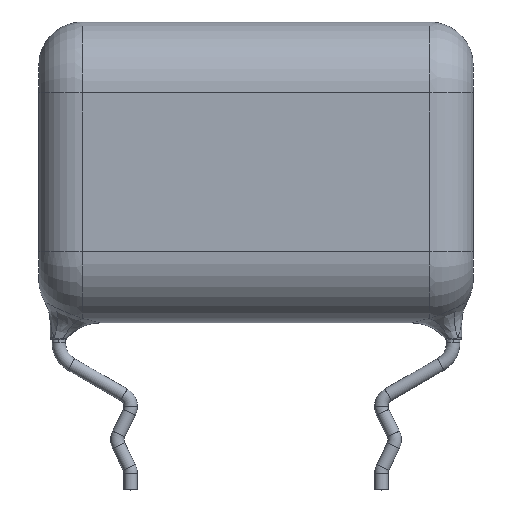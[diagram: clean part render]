
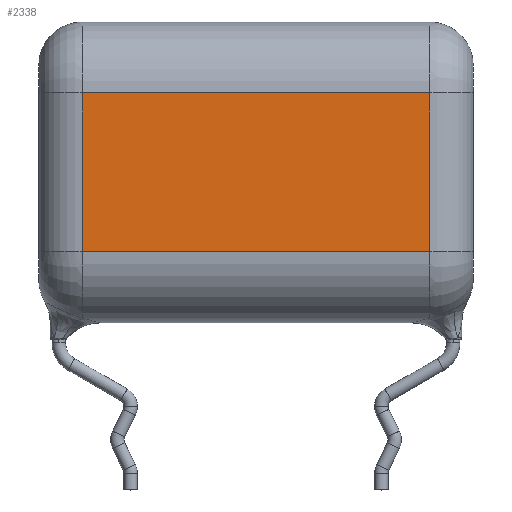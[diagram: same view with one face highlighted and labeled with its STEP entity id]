
A CAD part, top view. The second image highlights one B-rep face of the part: STEP entity #2338.
In plain terms, the highlighted planar face has unit normal (0, 0, 1).
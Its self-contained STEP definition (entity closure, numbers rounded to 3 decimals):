
#32 = VECTOR ( 'NONE', #1743, 1000. ) ;
#93 = DIRECTION ( 'NONE',  ( 0., 0., 1. ) ) ;
#324 = LINE ( 'NONE', #1631, #1761 ) ;
#337 = DIRECTION ( 'NONE',  ( -1., 0., 0. ) ) ;
#338 = EDGE_CURVE ( 'NONE', #1341, #2259, #1834, .T. ) ;
#477 = EDGE_CURVE ( 'NONE', #792, #2049, #2632, .T. ) ;
#728 = DIRECTION ( 'NONE',  ( 0., 1., 0. ) ) ;
#763 = CARTESIAN_POINT ( 'NONE',  ( 0., 0., 4.25 ) ) ;
#768 = CARTESIAN_POINT ( 'NONE',  ( -10.4, 18.75, 4.25 ) ) ;
#792 = VERTEX_POINT ( 'NONE', #2153 ) ;
#969 = CARTESIAN_POINT ( 'NONE',  ( 10.4, 18.75, 4.25 ) ) ;
#1109 = CARTESIAN_POINT ( 'NONE',  ( -10.4, 18.75, 4.25 ) ) ;
#1341 = VERTEX_POINT ( 'NONE', #1419 ) ;
#1383 = EDGE_CURVE ( 'NONE', #2259, #2049, #324, .T. ) ;
#1419 = CARTESIAN_POINT ( 'NONE',  ( 10.4, 9.25, 4.25 ) ) ;
#1449 = EDGE_CURVE ( 'NONE', #792, #1341, #1846, .T. ) ;
#1481 = CARTESIAN_POINT ( 'NONE',  ( 13., 9.25, 4.25 ) ) ;
#1595 = FACE_OUTER_BOUND ( 'NONE', #2294, .T. ) ;
#1620 = PLANE ( 'NONE',  #2408 ) ;
#1631 = CARTESIAN_POINT ( 'NONE',  ( 0., 18.75, 4.25 ) ) ;
#1715 = CARTESIAN_POINT ( 'NONE',  ( 10.4, 18.75, 4.25 ) ) ;
#1743 = DIRECTION ( 'NONE',  ( 1., 0., 0. ) ) ;
#1761 = VECTOR ( 'NONE', #337, 1000. ) ;
#1793 = ORIENTED_EDGE ( 'NONE', *, *, #1383, .T. ) ;
#1796 = ORIENTED_EDGE ( 'NONE', *, *, #477, .F. ) ;
#1834 = LINE ( 'NONE', #969, #1885 ) ;
#1846 = LINE ( 'NONE', #1481, #32 ) ;
#1885 = VECTOR ( 'NONE', #728, 1000. ) ;
#2049 = VERTEX_POINT ( 'NONE', #768 ) ;
#2050 = DIRECTION ( 'NONE',  ( 1., 0., 0. ) ) ;
#2153 = CARTESIAN_POINT ( 'NONE',  ( -10.4, 9.25, 4.25 ) ) ;
#2259 = VERTEX_POINT ( 'NONE', #1715 ) ;
#2294 = EDGE_LOOP ( 'NONE', ( #2688, #2820, #1793, #1796 ) ) ;
#2338 = ADVANCED_FACE ( 'NONE', ( #1595 ), #1620, .T. ) ;
#2408 = AXIS2_PLACEMENT_3D ( 'NONE', #763, #93, #2050 ) ;
#2412 = DIRECTION ( 'NONE',  ( 0., 1., 0. ) ) ;
#2632 = LINE ( 'NONE', #1109, #2749 ) ;
#2688 = ORIENTED_EDGE ( 'NONE', *, *, #1449, .T. ) ;
#2749 = VECTOR ( 'NONE', #2412, 1000. ) ;
#2820 = ORIENTED_EDGE ( 'NONE', *, *, #338, .T. ) ;
